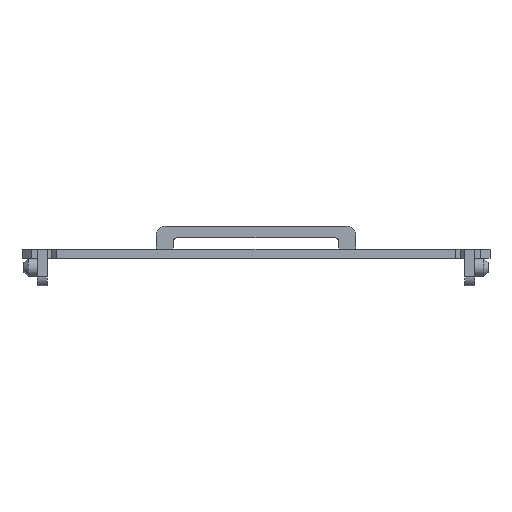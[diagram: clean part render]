
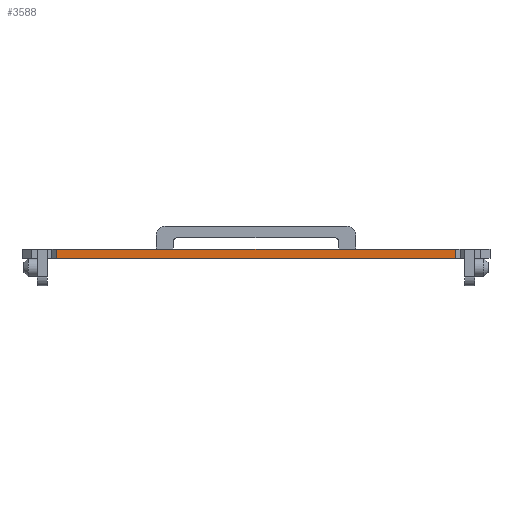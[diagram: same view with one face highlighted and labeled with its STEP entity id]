
A CAD part, front view. The second image highlights one B-rep face of the part: STEP entity #3588.
In plain terms, the highlighted planar face has unit normal (0, -1, 0).
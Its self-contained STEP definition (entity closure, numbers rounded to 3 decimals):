
#205=FACE_OUTER_BOUND('',#417,.T.);
#417=EDGE_LOOP('',(#2689,#2690,#2691,#2692));
#595=LINE('',#5002,#1015);
#770=LINE('',#6653,#1190);
#771=LINE('',#6656,#1191);
#773=LINE('',#6659,#1193);
#1015=VECTOR('',#3932,10.);
#1190=VECTOR('',#4167,10.);
#1191=VECTOR('',#4170,10.);
#1193=VECTOR('',#4174,10.);
#1509=VERTEX_POINT('',#4999);
#1510=VERTEX_POINT('',#5001);
#1693=VERTEX_POINT('',#6651);
#1694=VERTEX_POINT('',#6655);
#1858=EDGE_CURVE('',#1509,#1510,#595,.T.);
#2082=EDGE_CURVE('',#1509,#1693,#770,.T.);
#2083=EDGE_CURVE('',#1694,#1510,#771,.T.);
#2085=EDGE_CURVE('',#1693,#1694,#773,.T.);
#2689=ORIENTED_EDGE('',*,*,#2082,.T.);
#2690=ORIENTED_EDGE('',*,*,#2085,.T.);
#2691=ORIENTED_EDGE('',*,*,#2083,.T.);
#2692=ORIENTED_EDGE('',*,*,#1858,.F.);
#3441=PLANE('',#3773);
#3588=ADVANCED_FACE('',(#205),#3441,.T.);
#3773=AXIS2_PLACEMENT_3D('',#6658,#4172,#4173);
#3932=DIRECTION('',(1.,0.,0.));
#4167=DIRECTION('',(0.,0.,-1.));
#4170=DIRECTION('',(0.,0.,1.));
#4172=DIRECTION('center_axis',(0.,-1.,0.));
#4173=DIRECTION('ref_axis',(1.,0.,0.));
#4174=DIRECTION('',(1.,0.,0.));
#4999=CARTESIAN_POINT('',(-43.319,-64.624,2.));
#5001=CARTESIAN_POINT('',(43.319,-64.624,2.));
#5002=CARTESIAN_POINT('',(-50.828,-64.624,2.));
#6651=CARTESIAN_POINT('',(-43.319,-64.624,0.));
#6653=CARTESIAN_POINT('',(-43.319,-64.624,1.));
#6655=CARTESIAN_POINT('',(43.319,-64.624,0.));
#6656=CARTESIAN_POINT('',(43.319,-64.624,0.));
#6658=CARTESIAN_POINT('Origin',(-50.828,-64.624,0.));
#6659=CARTESIAN_POINT('',(-25.414,-64.624,0.));
